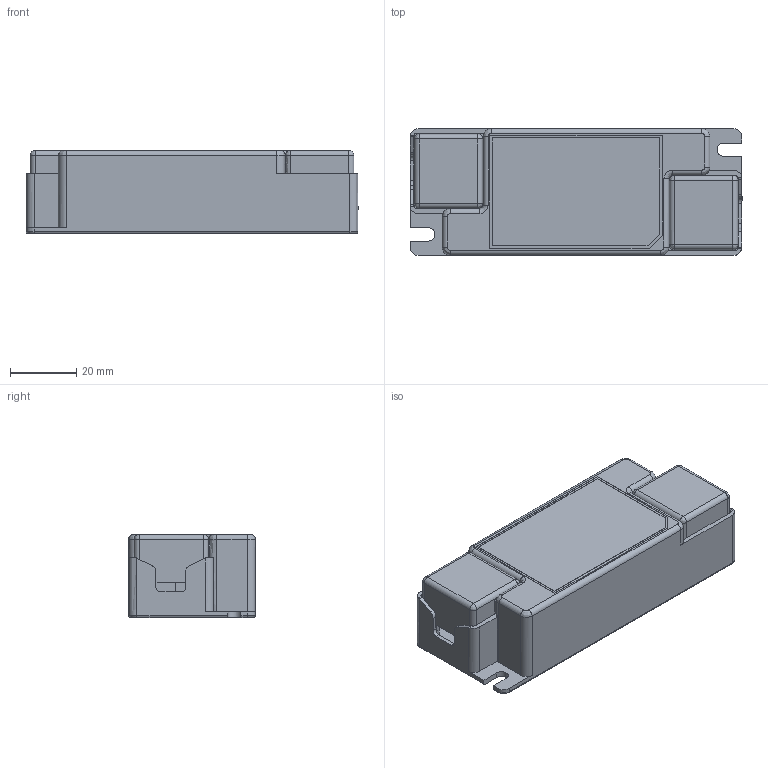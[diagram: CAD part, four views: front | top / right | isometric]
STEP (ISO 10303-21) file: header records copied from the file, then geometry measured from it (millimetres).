
FILE_DESCRIPTION(/* description */ (''),/* implementation_level */ '2;1');
FILE_NAME(/* name */ 'LS-21-~4',/* time_stamp */ '2023-06-27T10:59:20+08:00',/* author */ (''),/* organization */ (''),/* preprocessor_version */ 'ST-DEVELOPER v16.5',/* originating_system */ '',/* authorisation */ '');
FILE_SCHEMA (('AUTOMOTIVE_DESIGN'));
Length unit declared in the file: millimetre
Products named in the file (1): Document
Bounding box: 100 x 38.2 x 25 mm (x, y, z)
Volume: 76847.2 mm3; surface area: 20931.7 mm2
Topology: 3 solids, 3 shells, 209 faces, 554 edges, 354 vertices
Faces by surface type: plane 123, bspline 86
Entity records: 7357 total; most frequent: CARTESIAN_POINT 3891, ORIENTED_EDGE 1108, EDGE_CURVE 554, B_SPLINE_CURVE_WITH_KNOTS 413, VERTEX_POINT 354, EDGE_LOOP 212, ADVANCED_FACE 209, FACE_OUTER_BOUND 209
